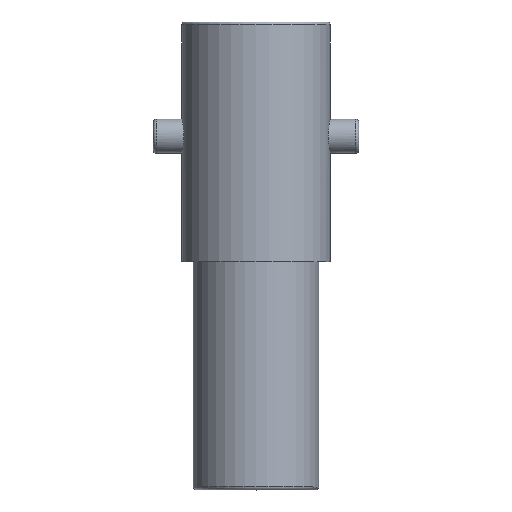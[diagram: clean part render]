
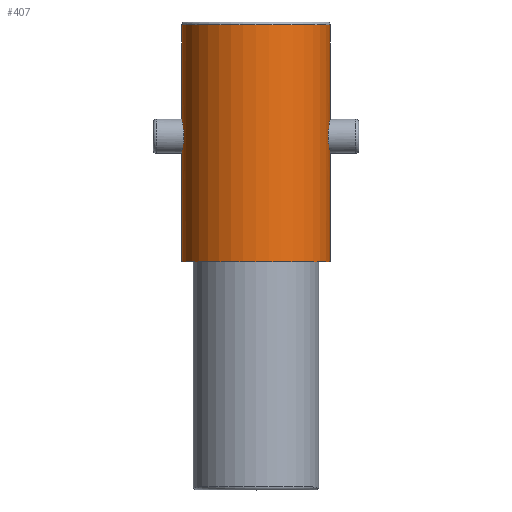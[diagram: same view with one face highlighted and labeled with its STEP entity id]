
A CAD part, top view. The second image highlights one B-rep face of the part: STEP entity #407.
In plain terms, the highlighted cylindrical face has radius 6.5 mm (diameter 13 mm), a full revolution.
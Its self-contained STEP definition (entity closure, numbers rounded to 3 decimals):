
#25=LINE('',#870,#35);
#26=LINE('',#872,#36);
#35=VECTOR('',#598,6.5);
#36=VECTOR('',#599,6.5);
#44=B_SPLINE_CURVE_WITH_KNOTS('',3,(#749,#750,#751,#752,#753,#754,#755,
#756,#757,#758),.UNSPECIFIED.,.F.,.F.,(4,2,2,2,4),(0.,0.057,
0.113,0.17,0.227),.UNSPECIFIED.);
#45=B_SPLINE_CURVE_WITH_KNOTS('',3,(#760,#761,#762,#763,#764,#765,#766,
#767,#768,#769),.UNSPECIFIED.,.F.,.F.,(4,2,2,2,4),(0.681,0.737,
0.794,0.851,0.908),.UNSPECIFIED.);
#46=B_SPLINE_CURVE_WITH_KNOTS('',3,(#770,#771,#772,#773,#774,#775,#776,
#777,#778,#779,#780,#781,#782,#783,#784,#785,#786,#787),.UNSPECIFIED.,.F.,
 .F.,(4,2,2,2,2,2,2,2,4),(0.227,0.284,0.34,
0.397,0.454,0.511,0.567,
0.624,0.681),.UNSPECIFIED.);
#47=B_SPLINE_CURVE_WITH_KNOTS('',3,(#799,#800,#801,#802,#803,#804,#805,
#806,#807,#808,#809,#810,#811,#812,#813,#814,#815,#816,#817,#818,#819,#820,
#821,#822,#823,#824),.UNSPECIFIED.,.F.,.F.,(4,2,2,2,2,2,2,2,2,2,2,2,4),
(0.,0.057,0.113,0.17,0.227,
0.284,0.34,0.397,0.454,
0.511,0.567,0.624,0.681),
 .UNSPECIFIED.);
#48=B_SPLINE_CURVE_WITH_KNOTS('',3,(#825,#826,#827,#828,#829,#830,#831,
#832,#833,#834),.UNSPECIFIED.,.F.,.F.,(4,2,2,2,4),(0.681,0.737,
0.794,0.851,0.908),.UNSPECIFIED.);
#54=CYLINDRICAL_SURFACE('',#480,6.5);
#61=FACE_BOUND('',#112,.T.);
#86=FACE_OUTER_BOUND('',#111,.T.);
#111=EDGE_LOOP('',(#341,#342,#343,#344,#345,#346,#347,#348,#349,#350,#351,
#352));
#112=EDGE_LOOP('',(#353,#354));
#147=CIRCLE('',#473,6.5);
#148=CIRCLE('',#474,6.5);
#149=CIRCLE('',#475,6.5);
#153=CIRCLE('',#481,6.5);
#154=CIRCLE('',#482,6.5);
#177=VERTEX_POINT('',#747);
#178=VERTEX_POINT('',#748);
#179=VERTEX_POINT('',#759);
#182=VERTEX_POINT('',#796);
#183=VERTEX_POINT('',#798);
#192=VERTEX_POINT('',#856);
#193=VERTEX_POINT('',#858);
#194=VERTEX_POINT('',#860);
#197=VERTEX_POINT('',#871);
#198=VERTEX_POINT('',#873);
#225=EDGE_CURVE('',#177,#178,#44,.T.);
#226=EDGE_CURVE('',#179,#177,#45,.T.);
#227=EDGE_CURVE('',#178,#179,#46,.T.);
#233=EDGE_CURVE('',#183,#182,#47,.T.);
#234=EDGE_CURVE('',#182,#183,#48,.T.);
#245=EDGE_CURVE('',#192,#193,#147,.T.);
#246=EDGE_CURVE('',#193,#194,#148,.T.);
#247=EDGE_CURVE('',#194,#192,#149,.T.);
#251=EDGE_CURVE('',#193,#178,#25,.T.);
#252=EDGE_CURVE('',#179,#197,#26,.T.);
#253=EDGE_CURVE('',#198,#197,#153,.T.);
#254=EDGE_CURVE('',#197,#198,#154,.T.);
#341=ORIENTED_EDGE('',*,*,#247,.F.);
#342=ORIENTED_EDGE('',*,*,#246,.F.);
#343=ORIENTED_EDGE('',*,*,#251,.T.);
#344=ORIENTED_EDGE('',*,*,#227,.T.);
#345=ORIENTED_EDGE('',*,*,#252,.T.);
#346=ORIENTED_EDGE('',*,*,#253,.F.);
#347=ORIENTED_EDGE('',*,*,#254,.F.);
#348=ORIENTED_EDGE('',*,*,#252,.F.);
#349=ORIENTED_EDGE('',*,*,#226,.T.);
#350=ORIENTED_EDGE('',*,*,#225,.T.);
#351=ORIENTED_EDGE('',*,*,#251,.F.);
#352=ORIENTED_EDGE('',*,*,#245,.F.);
#353=ORIENTED_EDGE('',*,*,#233,.T.);
#354=ORIENTED_EDGE('',*,*,#234,.T.);
#407=ADVANCED_FACE('',(#86,#61),#54,.T.);
#473=AXIS2_PLACEMENT_3D('',#859,#582,#583);
#474=AXIS2_PLACEMENT_3D('',#861,#584,#585);
#475=AXIS2_PLACEMENT_3D('',#862,#586,#587);
#480=AXIS2_PLACEMENT_3D('',#869,#596,#597);
#481=AXIS2_PLACEMENT_3D('',#874,#600,#601);
#482=AXIS2_PLACEMENT_3D('',#875,#602,#603);
#582=DIRECTION('center_axis',(0.,1.,0.));
#583=DIRECTION('ref_axis',(-1.,0.,0.));
#584=DIRECTION('center_axis',(0.,1.,0.));
#585=DIRECTION('ref_axis',(-1.,0.,0.));
#586=DIRECTION('center_axis',(0.,1.,0.));
#587=DIRECTION('ref_axis',(-1.,0.,0.));
#596=DIRECTION('center_axis',(0.,1.,0.));
#597=DIRECTION('ref_axis',(1.,0.,0.));
#598=DIRECTION('',(0.,-1.,0.));
#599=DIRECTION('',(0.,-1.,0.));
#600=DIRECTION('center_axis',(0.,-1.,0.));
#601=DIRECTION('ref_axis',(-1.,0.,0.));
#602=DIRECTION('center_axis',(0.,-1.,0.));
#603=DIRECTION('ref_axis',(-1.,0.,0.));
#747=CARTESIAN_POINT('',(-6.325,10.,-1.5));
#748=CARTESIAN_POINT('',(-6.5,11.5,0.));
#749=CARTESIAN_POINT('Ctrl Pts',(-6.325,10.,-1.5));
#750=CARTESIAN_POINT('Ctrl Pts',(-6.325,10.189,-1.5));
#751=CARTESIAN_POINT('Ctrl Pts',(-6.334,10.39,-1.462));
#752=CARTESIAN_POINT('Ctrl Pts',(-6.367,10.76,-1.309));
#753=CARTESIAN_POINT('Ctrl Pts',(-6.391,10.928,-1.193));
#754=CARTESIAN_POINT('Ctrl Pts',(-6.435,11.193,-0.928));
#755=CARTESIAN_POINT('Ctrl Pts',(-6.458,11.309,-0.76));
#756=CARTESIAN_POINT('Ctrl Pts',(-6.491,11.462,-0.39));
#757=CARTESIAN_POINT('Ctrl Pts',(-6.5,11.5,-0.189));
#758=CARTESIAN_POINT('Ctrl Pts',(-6.5,11.5,0.));
#759=CARTESIAN_POINT('',(-6.5,8.5,0.));
#760=CARTESIAN_POINT('Ctrl Pts',(-6.5,8.5,0.));
#761=CARTESIAN_POINT('Ctrl Pts',(-6.5,8.5,-0.189));
#762=CARTESIAN_POINT('Ctrl Pts',(-6.491,8.538,-0.39));
#763=CARTESIAN_POINT('Ctrl Pts',(-6.458,8.691,-0.76));
#764=CARTESIAN_POINT('Ctrl Pts',(-6.435,8.807,-0.928));
#765=CARTESIAN_POINT('Ctrl Pts',(-6.391,9.072,-1.193));
#766=CARTESIAN_POINT('Ctrl Pts',(-6.367,9.24,-1.309));
#767=CARTESIAN_POINT('Ctrl Pts',(-6.334,9.61,-1.462));
#768=CARTESIAN_POINT('Ctrl Pts',(-6.325,9.811,-1.5));
#769=CARTESIAN_POINT('Ctrl Pts',(-6.325,10.,-1.5));
#770=CARTESIAN_POINT('Ctrl Pts',(-6.5,11.5,0.));
#771=CARTESIAN_POINT('Ctrl Pts',(-6.5,11.5,0.189));
#772=CARTESIAN_POINT('Ctrl Pts',(-6.491,11.462,0.39));
#773=CARTESIAN_POINT('Ctrl Pts',(-6.458,11.309,0.76));
#774=CARTESIAN_POINT('Ctrl Pts',(-6.435,11.193,0.928));
#775=CARTESIAN_POINT('Ctrl Pts',(-6.391,10.928,1.193));
#776=CARTESIAN_POINT('Ctrl Pts',(-6.367,10.76,1.309));
#777=CARTESIAN_POINT('Ctrl Pts',(-6.334,10.39,1.462));
#778=CARTESIAN_POINT('Ctrl Pts',(-6.325,10.189,1.5));
#779=CARTESIAN_POINT('Ctrl Pts',(-6.325,9.811,1.5));
#780=CARTESIAN_POINT('Ctrl Pts',(-6.334,9.61,1.462));
#781=CARTESIAN_POINT('Ctrl Pts',(-6.367,9.24,1.309));
#782=CARTESIAN_POINT('Ctrl Pts',(-6.391,9.072,1.193));
#783=CARTESIAN_POINT('Ctrl Pts',(-6.435,8.807,0.928));
#784=CARTESIAN_POINT('Ctrl Pts',(-6.458,8.691,0.76));
#785=CARTESIAN_POINT('Ctrl Pts',(-6.491,8.538,0.39));
#786=CARTESIAN_POINT('Ctrl Pts',(-6.5,8.5,0.189));
#787=CARTESIAN_POINT('Ctrl Pts',(-6.5,8.5,0.));
#796=CARTESIAN_POINT('',(6.5,11.5,0.));
#798=CARTESIAN_POINT('',(6.325,10.,-1.5));
#799=CARTESIAN_POINT('Ctrl Pts',(6.325,10.,-1.5));
#800=CARTESIAN_POINT('Ctrl Pts',(6.325,9.811,-1.5));
#801=CARTESIAN_POINT('Ctrl Pts',(6.334,9.61,-1.462));
#802=CARTESIAN_POINT('Ctrl Pts',(6.367,9.24,-1.309));
#803=CARTESIAN_POINT('Ctrl Pts',(6.391,9.072,-1.193));
#804=CARTESIAN_POINT('Ctrl Pts',(6.435,8.807,-0.928));
#805=CARTESIAN_POINT('Ctrl Pts',(6.458,8.691,-0.76));
#806=CARTESIAN_POINT('Ctrl Pts',(6.491,8.538,-0.39));
#807=CARTESIAN_POINT('Ctrl Pts',(6.5,8.5,-0.189));
#808=CARTESIAN_POINT('Ctrl Pts',(6.5,8.5,0.189));
#809=CARTESIAN_POINT('Ctrl Pts',(6.491,8.538,0.39));
#810=CARTESIAN_POINT('Ctrl Pts',(6.458,8.691,0.76));
#811=CARTESIAN_POINT('Ctrl Pts',(6.435,8.807,0.928));
#812=CARTESIAN_POINT('Ctrl Pts',(6.391,9.072,1.193));
#813=CARTESIAN_POINT('Ctrl Pts',(6.367,9.24,1.309));
#814=CARTESIAN_POINT('Ctrl Pts',(6.334,9.61,1.462));
#815=CARTESIAN_POINT('Ctrl Pts',(6.325,9.811,1.5));
#816=CARTESIAN_POINT('Ctrl Pts',(6.325,10.189,1.5));
#817=CARTESIAN_POINT('Ctrl Pts',(6.334,10.39,1.462));
#818=CARTESIAN_POINT('Ctrl Pts',(6.367,10.76,1.309));
#819=CARTESIAN_POINT('Ctrl Pts',(6.391,10.928,1.193));
#820=CARTESIAN_POINT('Ctrl Pts',(6.435,11.193,0.928));
#821=CARTESIAN_POINT('Ctrl Pts',(6.458,11.309,0.76));
#822=CARTESIAN_POINT('Ctrl Pts',(6.491,11.462,0.39));
#823=CARTESIAN_POINT('Ctrl Pts',(6.5,11.5,0.189));
#824=CARTESIAN_POINT('Ctrl Pts',(6.5,11.5,0.));
#825=CARTESIAN_POINT('Ctrl Pts',(6.5,11.5,0.));
#826=CARTESIAN_POINT('Ctrl Pts',(6.5,11.5,-0.189));
#827=CARTESIAN_POINT('Ctrl Pts',(6.491,11.462,-0.39));
#828=CARTESIAN_POINT('Ctrl Pts',(6.458,11.309,-0.76));
#829=CARTESIAN_POINT('Ctrl Pts',(6.435,11.193,-0.928));
#830=CARTESIAN_POINT('Ctrl Pts',(6.391,10.928,-1.193));
#831=CARTESIAN_POINT('Ctrl Pts',(6.367,10.76,-1.309));
#832=CARTESIAN_POINT('Ctrl Pts',(6.334,10.39,-1.462));
#833=CARTESIAN_POINT('Ctrl Pts',(6.325,10.189,-1.5));
#834=CARTESIAN_POINT('Ctrl Pts',(6.325,10.,-1.5));
#856=CARTESIAN_POINT('',(0.,19.75,-6.5));
#858=CARTESIAN_POINT('',(-6.5,19.75,0.));
#859=CARTESIAN_POINT('Origin',(0.,19.75,0.));
#860=CARTESIAN_POINT('',(6.5,19.75,0.));
#861=CARTESIAN_POINT('Origin',(0.,19.75,0.));
#862=CARTESIAN_POINT('Origin',(0.,19.75,0.));
#869=CARTESIAN_POINT('Origin',(0.,0.,0.));
#870=CARTESIAN_POINT('',(-6.5,0.,0.));
#871=CARTESIAN_POINT('',(-6.5,-1.,0.));
#872=CARTESIAN_POINT('',(-6.5,0.,0.));
#873=CARTESIAN_POINT('',(6.5,-1.,0.));
#874=CARTESIAN_POINT('Origin',(0.,-1.,0.));
#875=CARTESIAN_POINT('Origin',(0.,-1.,0.));
